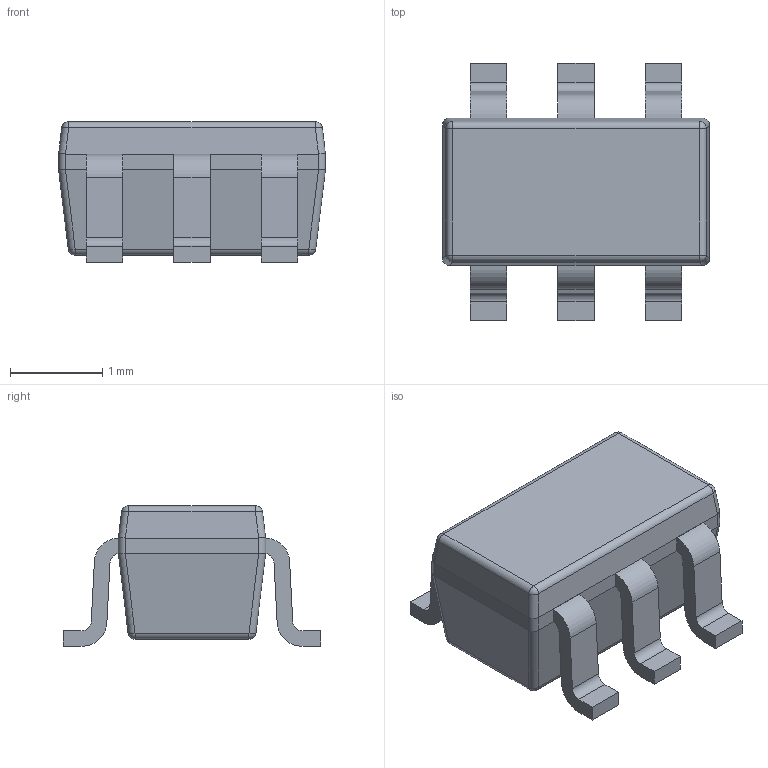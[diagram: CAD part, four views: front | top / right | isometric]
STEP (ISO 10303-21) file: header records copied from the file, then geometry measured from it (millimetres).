
FILE_DESCRIPTION(('FreeCAD Model'),'2;1');
FILE_NAME('DBV0006A_ASM_cp.step','2018-04-27T11:00:50',( 'kicad StepUp'),('ksu MCAD'),'Open CASCADE STEP processor 7.2', 'FreeCAD','Unknown');
FILE_SCHEMA(('AUTOMOTIVE_DESIGN_CC2 { 1 2 10303 214 -1 1 5 4 }'));
Length unit declared in the file: millimetre
Products named in the file (1): DBV0006A_ASM_cp
Bounding box: 2.9 x 2.8 x 1.52 mm (x, y, z)
Volume: 6.8 mm3; surface area: 30.5 mm2
Topology: 7 solids, 7 shells, 114 faces, 276 edges, 176 vertices
Faces by surface type: plane 62, cylinder 44, sphere 8
Entity records: 4163 total; most frequent: CARTESIAN_POINT 679, DIRECTION 554, ORIENTED_EDGE 552, EDGE_CURVE 276, AXIS2_PLACEMENT_3D 187, LINE 180, VECTOR 180, VERTEX_POINT 176
